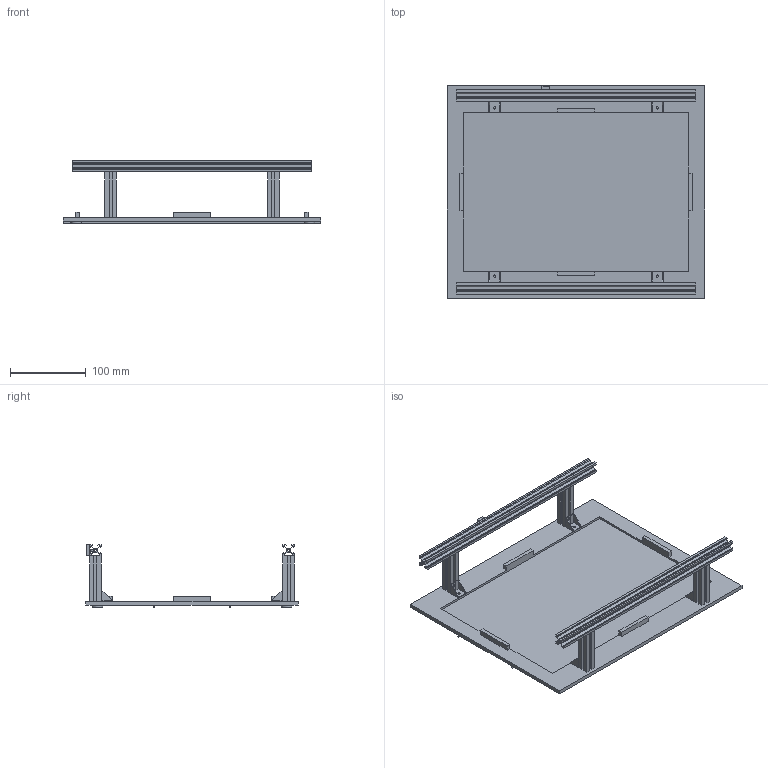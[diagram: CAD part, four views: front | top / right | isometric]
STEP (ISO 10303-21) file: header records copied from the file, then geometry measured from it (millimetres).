
FILE_DESCRIPTION(/* description */ (''),/* implementation_level */ '2;1');
FILE_NAME(/* name */ 'autopen_model_v1.step',/* time_stamp */ '2025-11-16T21:24:19+05:30',/* author */ (''),/* organization */ (''),/* preprocessor_version */ 'ST-DEVELOPER v20.1',/* originating_system */ 'Autodesk Translation Framework v14.17.0.0',/* authorisation */ '');
FILE_SCHEMA (('AUTOMOTIVE_DESIGN { 1 0 10303 214 3 1 1 }'));
Length unit declared in the file: millimetre
Products named in the file (1): 2025-10-19-15-50-47-556
Bounding box: 340 x 280 x 83 mm (x, y, z)
Volume: 390034.8 mm3; surface area: 306649.7 mm2
Topology: 12 solids, 13 shells, 296 faces, 777 edges, 512 vertices
Faces by surface type: plane 281, cylinder 15
Full cylindrical faces by diameter (mm): 1 x1, 2.5 x2, 3 x7, 4 x1, 14 x4
Entity records: 9002 total; most frequent: CARTESIAN_POINT 1586, ORIENTED_EDGE 1554, DIRECTION 1401, EDGE_CURVE 777, LINE 747, VECTOR 747, VERTEX_POINT 512, AXIS2_PLACEMENT_3D 327
